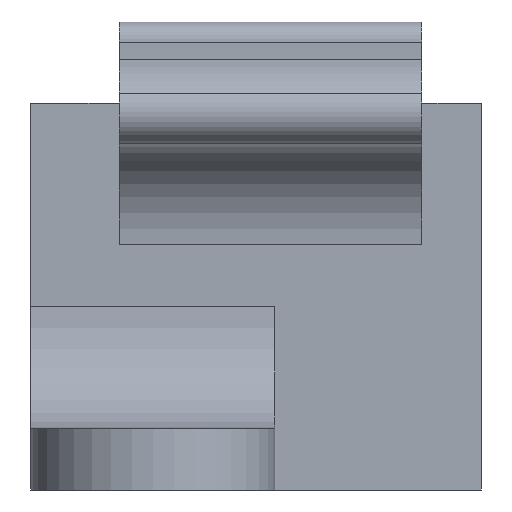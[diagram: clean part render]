
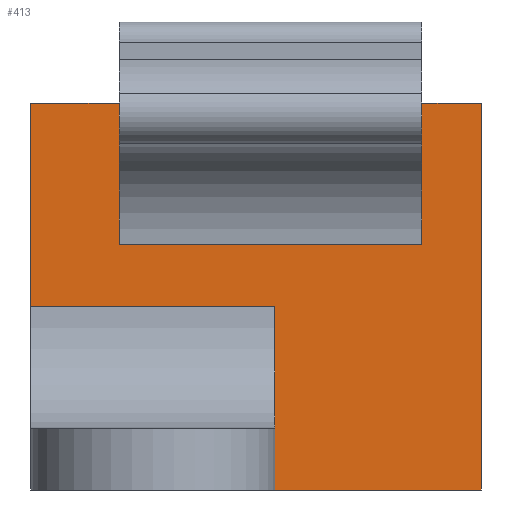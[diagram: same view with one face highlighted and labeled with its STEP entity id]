
A CAD part, left-side view. The second image highlights one B-rep face of the part: STEP entity #413.
In plain terms, the highlighted planar face has unit normal (-1, 0, 0).
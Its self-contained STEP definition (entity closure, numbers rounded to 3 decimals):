
#40=FACE_OUTER_BOUND('',#62,.T.);
#62=EDGE_LOOP('',(#284,#285,#286,#287,#288,#289,#290,#291,#292,#293));
#88=LINE('',#618,#134);
#90=LINE('',#624,#136);
#91=LINE('',#626,#137);
#92=LINE('',#628,#138);
#93=LINE('',#630,#139);
#94=LINE('',#632,#140);
#95=LINE('',#634,#141);
#96=LINE('',#636,#142);
#97=LINE('',#638,#143);
#98=LINE('',#639,#144);
#134=VECTOR('',#495,10.);
#136=VECTOR('',#501,10.);
#137=VECTOR('',#502,10.);
#138=VECTOR('',#503,10.);
#139=VECTOR('',#504,10.);
#140=VECTOR('',#505,10.);
#141=VECTOR('',#506,2.5);
#142=VECTOR('',#507,10.);
#143=VECTOR('',#508,10.);
#144=VECTOR('',#509,10.);
#181=VERTEX_POINT('',#615);
#182=VERTEX_POINT('',#617);
#184=VERTEX_POINT('',#623);
#185=VERTEX_POINT('',#625);
#186=VERTEX_POINT('',#627);
#187=VERTEX_POINT('',#629);
#188=VERTEX_POINT('',#631);
#189=VERTEX_POINT('',#633);
#190=VERTEX_POINT('',#635);
#191=VERTEX_POINT('',#637);
#221=EDGE_CURVE('',#181,#182,#88,.T.);
#224=EDGE_CURVE('',#184,#181,#90,.T.);
#225=EDGE_CURVE('',#185,#184,#91,.T.);
#226=EDGE_CURVE('',#186,#185,#92,.T.);
#227=EDGE_CURVE('',#187,#186,#93,.T.);
#228=EDGE_CURVE('',#187,#188,#94,.T.);
#229=EDGE_CURVE('',#189,#188,#95,.T.);
#230=EDGE_CURVE('',#189,#190,#96,.T.);
#231=EDGE_CURVE('',#191,#190,#97,.T.);
#232=EDGE_CURVE('',#182,#191,#98,.T.);
#284=ORIENTED_EDGE('',*,*,#221,.F.);
#285=ORIENTED_EDGE('',*,*,#224,.F.);
#286=ORIENTED_EDGE('',*,*,#225,.F.);
#287=ORIENTED_EDGE('',*,*,#226,.F.);
#288=ORIENTED_EDGE('',*,*,#227,.F.);
#289=ORIENTED_EDGE('',*,*,#228,.T.);
#290=ORIENTED_EDGE('',*,*,#229,.F.);
#291=ORIENTED_EDGE('',*,*,#230,.T.);
#292=ORIENTED_EDGE('',*,*,#231,.F.);
#293=ORIENTED_EDGE('',*,*,#232,.F.);
#397=PLANE('',#451);
#413=ADVANCED_FACE('',(#40),#397,.F.);
#451=AXIS2_PLACEMENT_3D('',#622,#499,#500);
#495=DIRECTION('',(0.,1.,0.));
#499=DIRECTION('center_axis',(1.,0.,0.));
#500=DIRECTION('ref_axis',(0.,0.,-1.));
#501=DIRECTION('',(0.,0.,1.));
#502=DIRECTION('',(0.,1.,0.));
#503=DIRECTION('',(0.,0.,-1.));
#504=DIRECTION('',(0.,-1.,0.));
#505=DIRECTION('',(0.,0.,-1.));
#506=DIRECTION('',(0.,-1.,0.));
#507=DIRECTION('',(0.,0.,1.));
#508=DIRECTION('',(0.,-1.,0.));
#509=DIRECTION('',(0.,0.,1.));
#615=CARTESIAN_POINT('',(-121.859,-54.121,4.5));
#617=CARTESIAN_POINT('',(-121.859,-48.121,4.5));
#618=CARTESIAN_POINT('',(-121.859,-51.138,4.5));
#622=CARTESIAN_POINT('Origin',(-121.859,-48.121,0.));
#623=CARTESIAN_POINT('',(-121.859,-54.121,0.));
#624=CARTESIAN_POINT('',(-121.859,-54.121,0.));
#625=CARTESIAN_POINT('',(-121.859,-59.19,0.));
#626=CARTESIAN_POINT('',(-121.859,-51.138,0.));
#627=CARTESIAN_POINT('',(-121.859,-59.19,9.5));
#628=CARTESIAN_POINT('',(-121.859,-59.19,0.));
#629=CARTESIAN_POINT('',(-121.859,-57.732,9.5));
#630=CARTESIAN_POINT('',(-121.859,-51.138,9.5));
#631=CARTESIAN_POINT('',(-121.859,-57.732,6.02));
#632=CARTESIAN_POINT('',(-121.859,-57.732,4.25));
#633=CARTESIAN_POINT('',(-121.859,-50.292,6.02));
#634=CARTESIAN_POINT('',(-121.859,-54.012,6.02));
#635=CARTESIAN_POINT('',(-121.859,-50.292,9.5));
#636=CARTESIAN_POINT('',(-121.859,-50.292,4.75));
#637=CARTESIAN_POINT('',(-121.859,-48.121,9.5));
#638=CARTESIAN_POINT('',(-121.859,-51.138,9.5));
#639=CARTESIAN_POINT('',(-121.859,-48.121,0.75));
